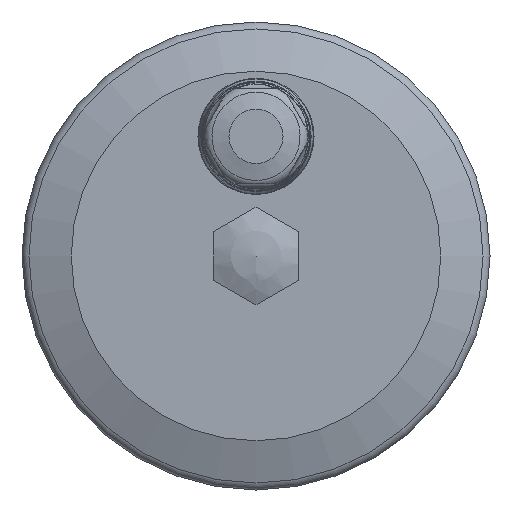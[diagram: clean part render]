
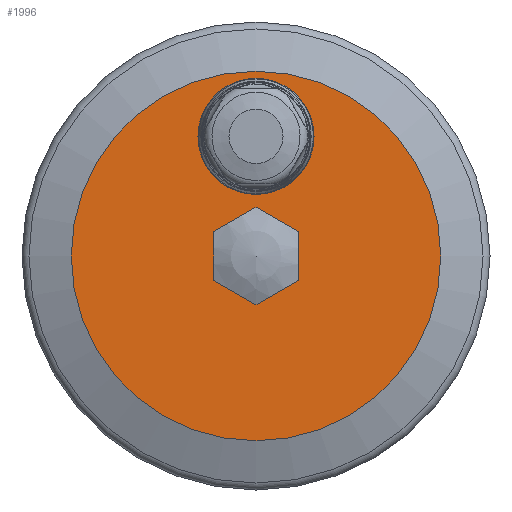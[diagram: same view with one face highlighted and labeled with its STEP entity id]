
A CAD part, left-side view. The second image highlights one B-rep face of the part: STEP entity #1996.
In plain terms, the highlighted planar face has unit normal (-1, 0, 0).
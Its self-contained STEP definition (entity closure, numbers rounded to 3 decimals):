
#65=PLANE('',#2134);
#132=LINE('',#3014,#170);
#134=LINE('',#3020,#172);
#136=LINE('',#3026,#174);
#138=LINE('',#3032,#176);
#140=LINE('',#3038,#178);
#141=LINE('',#3041,#179);
#170=VECTOR('',#2389,1000.);
#172=VECTOR('',#2395,1000.);
#174=VECTOR('',#2401,1000.);
#176=VECTOR('',#2407,1000.);
#178=VECTOR('',#2413,1000.);
#179=VECTOR('',#2418,1000.);
#329=ORIENTED_EDGE('',*,*,#582,.F.);
#330=ORIENTED_EDGE('',*,*,#583,.T.);
#331=ORIENTED_EDGE('',*,*,#581,.T.);
#332=ORIENTED_EDGE('',*,*,#567,.T.);
#333=ORIENTED_EDGE('',*,*,#570,.T.);
#334=ORIENTED_EDGE('',*,*,#573,.T.);
#335=ORIENTED_EDGE('',*,*,#576,.T.);
#336=ORIENTED_EDGE('',*,*,#579,.T.);
#567=EDGE_CURVE('',#701,#703,#132,.T.);
#570=EDGE_CURVE('',#703,#705,#134,.T.);
#573=EDGE_CURVE('',#705,#707,#136,.T.);
#576=EDGE_CURVE('',#707,#709,#138,.T.);
#579=EDGE_CURVE('',#709,#711,#140,.T.);
#581=EDGE_CURVE('',#711,#701,#141,.T.);
#582=EDGE_CURVE('',#712,#712,#808,.T.);
#583=EDGE_CURVE('',#713,#713,#809,.T.);
#701=VERTEX_POINT('',#3009);
#703=VERTEX_POINT('',#3013);
#705=VERTEX_POINT('',#3019);
#707=VERTEX_POINT('',#3025);
#709=VERTEX_POINT('',#3031);
#711=VERTEX_POINT('',#3037);
#712=VERTEX_POINT('',#3044);
#713=VERTEX_POINT('',#3046);
#808=CIRCLE('',#2135,16.5);
#809=CIRCLE('',#2136,52.5);
#904=EDGE_LOOP('',(#329));
#905=EDGE_LOOP('',(#330));
#906=EDGE_LOOP('',(#331,#332,#333,#334,#335,#336));
#1076=FACE_BOUND('',#904,.T.);
#1077=FACE_BOUND('',#905,.T.);
#1078=FACE_BOUND('',#906,.T.);
#1996=ADVANCED_FACE('',(#1076,#1077,#1078),#65,.T.);
#2134=AXIS2_PLACEMENT_3D('',#3042,#2419,#2420);
#2135=AXIS2_PLACEMENT_3D('',#3043,#2421,#2422);
#2136=AXIS2_PLACEMENT_3D('',#3045,#2423,#2424);
#2389=DIRECTION('',(0.,0.866,0.5));
#2395=DIRECTION('',(0.,0.,1.));
#2401=DIRECTION('',(0.,-0.866,0.5));
#2407=DIRECTION('',(0.,-0.866,-0.5));
#2413=DIRECTION('',(0.,0.,-1.));
#2418=DIRECTION('',(0.,0.866,-0.5));
#2419=DIRECTION('',(-1.,0.,0.));
#2420=DIRECTION('',(0.,0.,1.));
#2421=DIRECTION('',(-1.,0.,0.));
#2422=DIRECTION('',(0.,0.,1.));
#2423=DIRECTION('',(-1.,0.,0.));
#2424=DIRECTION('',(0.,0.,1.));
#3009=CARTESIAN_POINT('',(-224.5,0.,-13.856));
#3013=CARTESIAN_POINT('',(-224.5,12.,-6.928));
#3014=CARTESIAN_POINT('',(-224.5,0.,-13.856));
#3019=CARTESIAN_POINT('',(-224.5,12.,6.928));
#3020=CARTESIAN_POINT('',(-224.5,12.,-6.928));
#3025=CARTESIAN_POINT('',(-224.5,0.,13.856));
#3026=CARTESIAN_POINT('',(-224.5,12.,6.928));
#3031=CARTESIAN_POINT('',(-224.5,-12.,6.928));
#3032=CARTESIAN_POINT('',(-224.5,0.,13.856));
#3037=CARTESIAN_POINT('',(-224.5,-12.,-6.928));
#3038=CARTESIAN_POINT('',(-224.5,-12.,6.928));
#3041=CARTESIAN_POINT('',(-224.5,-12.,-6.928));
#3042=CARTESIAN_POINT('',(-224.5,0.,52.5));
#3043=CARTESIAN_POINT('',(-224.5,0.,34.));
#3044=CARTESIAN_POINT('',(-224.5,0.,50.5));
#3045=CARTESIAN_POINT('',(-224.5,0.,0.));
#3046=CARTESIAN_POINT('',(-224.5,0.,52.5));
